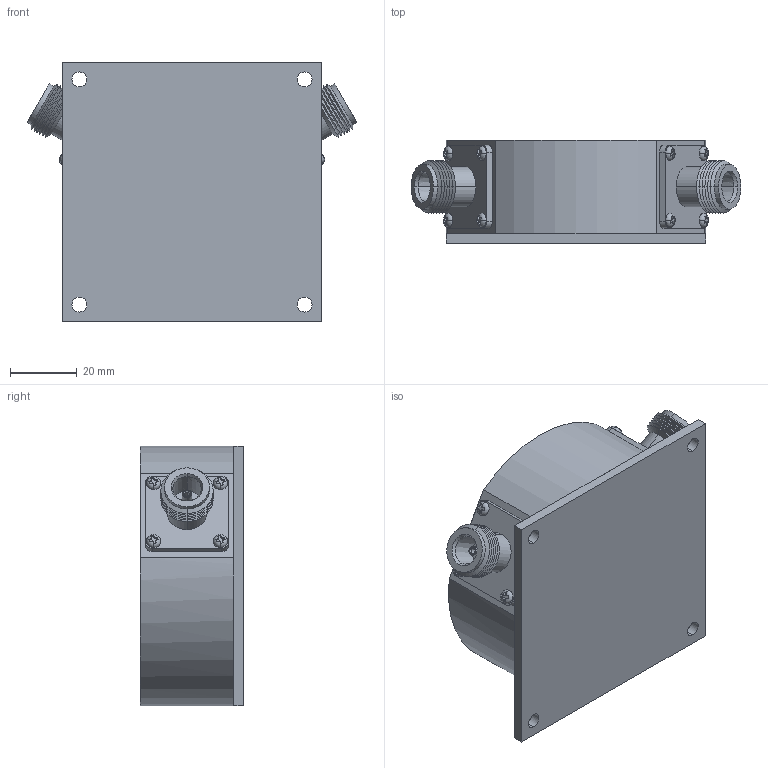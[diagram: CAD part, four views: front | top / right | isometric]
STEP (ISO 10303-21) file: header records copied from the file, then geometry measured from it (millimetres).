
FILE_DESCRIPTION (( 'STEP AP214' ), '1' );
FILE_NAME ('BPF2400A.STEP', '2016-03-10T14:48:52', ( 'L-Com' ), ( 'L-Com Global Connectivity' ), 'SwSTEP 2.0', 'SolidWorks 2014', '' );
FILE_SCHEMA (( 'AUTOMOTIVE_DESIGN' ));
Length unit declared in the file: inch
Products named in the file (3): BPF2400A_N-FEMALE; BPF2400A_Body; BPF2400A
Assembly tree (3 placements, depth 2):
  BPF2400A
    BPF2400A_Body
    BPF2400A_N-FEMALE  x2
Bounding box: 98.99 x 30.99 x 77.98 mm (x, y, z)
Volume: 154354.8 mm3; surface area: 25634.4 mm2
Topology: 3 solids, 3 shells, 325 faces, 802 edges, 507 vertices
Faces by surface type: plane 178, cone 72, cylinder 59, torus 16
Entity records: 5427 total; most frequent: CARTESIAN_POINT 1093, DIRECTION 887, ORIENTED_EDGE 868, EDGE_CURVE 434, AXIS2_PLACEMENT_3D 326, VERTEX_POINT 276, VECTOR 235, LINE 235
